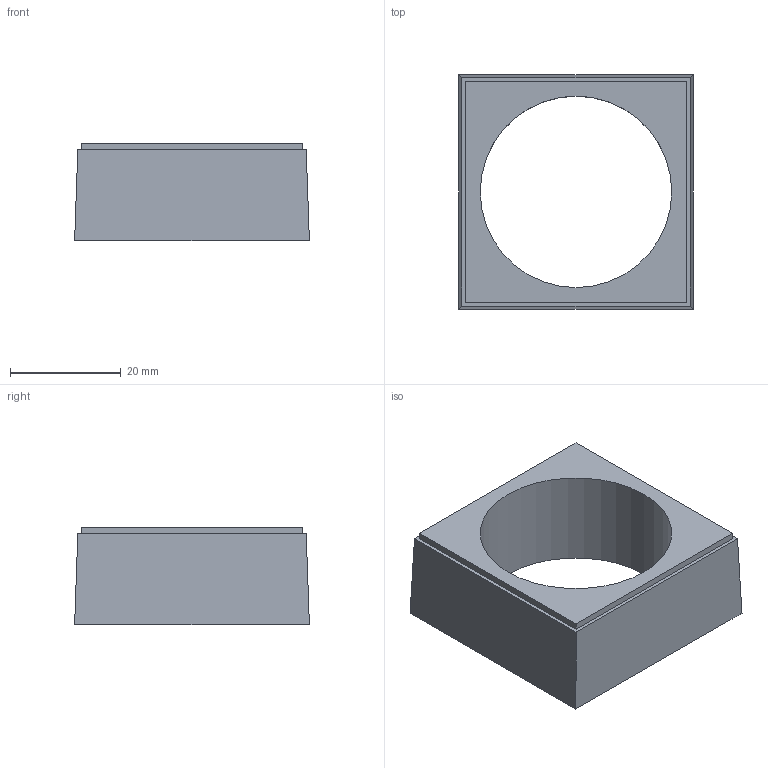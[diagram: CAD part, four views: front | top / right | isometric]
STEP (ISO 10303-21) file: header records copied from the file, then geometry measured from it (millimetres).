
FILE_DESCRIPTION(/* description */ (''),/* implementation_level */ '2;1');
FILE_NAME(/* name */ '28730.4 KDS-DEG 33-34 BK.stp',/* time_stamp */ '2018-06-04T15:31:55+02:00',/* author */ (''),/* organization */ (''),/* preprocessor_version */ 'ST-DEVELOPER v16',/* originating_system */ 'SIEMENS PLM Software NX 10.0',/* authorisation */ '');
FILE_SCHEMA (('AP203_CONFIGURATION_CONTROLLED_3D_DESIGN_OF_MECHANICAL_PARTS_AND_ASSEMBLIES_MIM_LF { 1 0 10303 403 2 1 2}'));
Length unit declared in the file: millimetre
Products named in the file (1): KDS-DEG 33-34
Bounding box: 42.41 x 42.41 x 17.7 mm (x, y, z)
Volume: 14133.3 mm3; surface area: 6533.5 mm2
Topology: 1 solids, 1 shells, 112 faces, 288 edges, 192 vertices
Faces by surface type: plane 90, extrusion 19, cylinder 3
Full cylindrical faces by diameter (mm): 8 x2, 34.6 x1
Entity records: 4098 total; most frequent: CARTESIAN_POINT 1611, ORIENTED_EDGE 568, DIRECTION 330, EDGE_CURVE 284, VERTEX_POINT 191, B_SPLINE_CURVE_WITH_KNOTS 187, EDGE_LOOP 131, VECTOR 128
